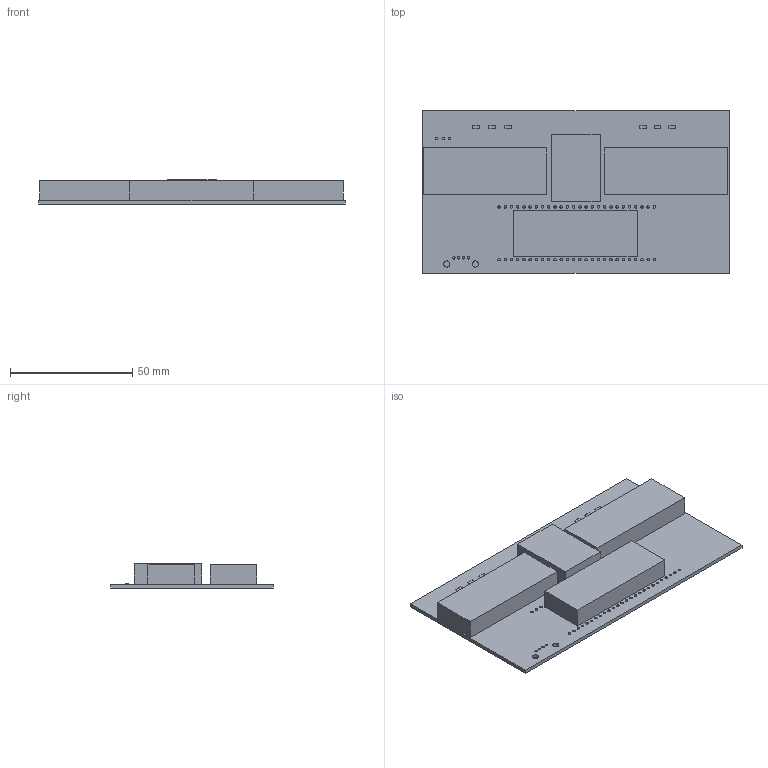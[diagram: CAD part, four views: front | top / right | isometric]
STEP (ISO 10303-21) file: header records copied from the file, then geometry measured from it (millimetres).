
FILE_DESCRIPTION(('Open CASCADE Model'),'2;1');
FILE_NAME('Open CASCADE Shape Model','2016-10-27T20:41:04',('Author'),( 'Open CASCADE'),'Open CASCADE STEP processor 6.7','Open CASCADE 6.7' ,'Unknown');
FILE_SCHEMA(('AUTOMOTIVE_DESIGN_CC2 { 1 2 10303 214 -1 1 5 4 }'));
Length unit declared in the file: millimetre
Products named in the file (13): 7segDisplay_6315; PCB; LDQ-N516RI; LDS-C816RI; 78XXL; SOIC127P600X172-8N; CY8CKIT-059; 0805; 34792-0041; trace
Assembly tree (15 placements, depth 2):
  7segDisplay_6315
    PCB
    LDQ-N516RI  x3
    LDS-C816RI
    78XXL
    SOIC127P600X172-8N
    CY8CKIT-059
    0805  x6
    34792-0041
  trace
  trace
  trace
  trace
Bounding box: 125.4 x 66.54 x 10.07 mm (x, y, z)
Volume: 40746.1 mm3; surface area: 32624.3 mm2
Topology: 15 solids, 15 shells, 201 faces, 513 edges, 342 vertices
Faces by surface type: cylinder 111, plane 90
Full cylindrical faces by diameter (mm): 0.8 x49, 1 x4, 1.016 x55, 2.55 x2, 3.302 x1
Entity records: 12112 total; most frequent: CARTESIAN_POINT 3080, DIRECTION 1637, ORIENTED_EDGE 858, PCURVE 858, DEFINITIONAL_REPRESENTATION 858, LINE 843, VECTOR 843, EDGE_CURVE 429
